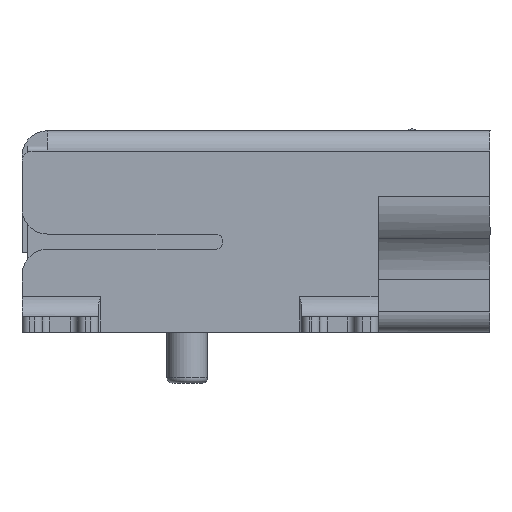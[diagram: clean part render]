
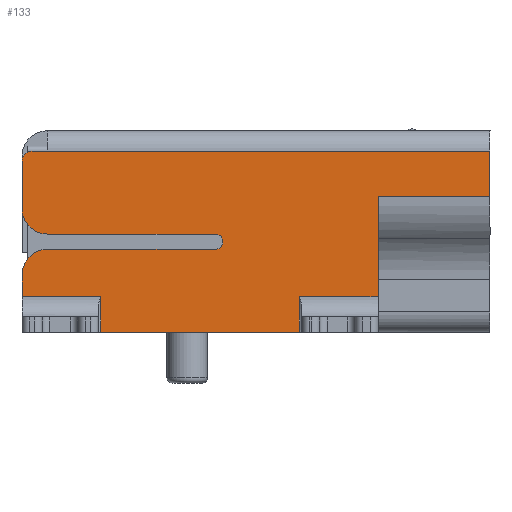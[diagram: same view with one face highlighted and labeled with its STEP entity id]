
A CAD part, left-side view. The second image highlights one B-rep face of the part: STEP entity #133.
In plain terms, the highlighted planar face has unit normal (-1, 0, 0).
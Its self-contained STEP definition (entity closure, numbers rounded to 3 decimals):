
#133 = ADVANCED_FACE('',(#134),#284,.T.);
#134 = FACE_BOUND('',#135,.F.);
#135 = EDGE_LOOP('',(#136,#146,#155,#163,#171,#179,#187,#195,#203,#211,
    #219,#227,#235,#243,#252,#260,#269,#277));
#136 = ORIENTED_EDGE('',*,*,#137,.T.);
#137 = EDGE_CURVE('',#138,#140,#142,.T.);
#138 = VERTEX_POINT('',#139);
#139 = CARTESIAN_POINT('',(-3.86,3.5,2.43));
#140 = VERTEX_POINT('',#141);
#141 = CARTESIAN_POINT('',(-3.86,3.5,3.36));
#142 = LINE('',#143,#144);
#143 = CARTESIAN_POINT('',(-3.86,3.5,2.66));
#144 = VECTOR('',#145,1.);
#145 = DIRECTION('',(0.,0.,1.));
#146 = ORIENTED_EDGE('',*,*,#147,.T.);
#147 = EDGE_CURVE('',#140,#148,#150,.T.);
#148 = VERTEX_POINT('',#149);
#149 = CARTESIAN_POINT('',(-3.86,3.3,3.56));
#150 = CIRCLE('',#151,0.2);
#151 = AXIS2_PLACEMENT_3D('',#152,#153,#154);
#152 = CARTESIAN_POINT('',(-3.86,3.3,3.36));
#153 = DIRECTION('',(1.,0.,0.));
#154 = DIRECTION('',(0.,0.,1.));
#155 = ORIENTED_EDGE('',*,*,#156,.F.);
#156 = EDGE_CURVE('',#157,#148,#159,.T.);
#157 = VERTEX_POINT('',#158);
#158 = CARTESIAN_POINT('',(-3.86,3.,3.56));
#159 = LINE('',#160,#161);
#160 = CARTESIAN_POINT('',(-3.86,-3.5,3.56));
#161 = VECTOR('',#162,1.);
#162 = DIRECTION('',(0.,1.,0.));
#163 = ORIENTED_EDGE('',*,*,#164,.F.);
#164 = EDGE_CURVE('',#165,#157,#167,.T.);
#165 = VERTEX_POINT('',#166);
#166 = CARTESIAN_POINT('',(-3.86,-5.7,3.56));
#167 = LINE('',#168,#169);
#168 = CARTESIAN_POINT('',(-3.86,-3.5,3.56));
#169 = VECTOR('',#170,1.);
#170 = DIRECTION('',(0.,1.,0.));
#171 = ORIENTED_EDGE('',*,*,#172,.F.);
#172 = EDGE_CURVE('',#173,#165,#175,.T.);
#173 = VERTEX_POINT('',#174);
#174 = CARTESIAN_POINT('',(-3.86,-5.7,2.66));
#175 = LINE('',#176,#177);
#176 = CARTESIAN_POINT('',(-3.86,-5.7,2.66));
#177 = VECTOR('',#178,1.);
#178 = DIRECTION('',(0.,0.,1.));
#179 = ORIENTED_EDGE('',*,*,#180,.T.);
#180 = EDGE_CURVE('',#173,#181,#183,.T.);
#181 = VERTEX_POINT('',#182);
#182 = CARTESIAN_POINT('',(-3.86,-3.5,2.66));
#183 = LINE('',#184,#185);
#184 = CARTESIAN_POINT('',(-3.86,-5.7,2.66));
#185 = VECTOR('',#186,1.);
#186 = DIRECTION('',(0.,1.,0.));
#187 = ORIENTED_EDGE('',*,*,#188,.T.);
#188 = EDGE_CURVE('',#181,#189,#191,.T.);
#189 = VERTEX_POINT('',#190);
#190 = CARTESIAN_POINT('',(-3.86,-3.5,0.7));
#191 = LINE('',#192,#193);
#192 = CARTESIAN_POINT('',(-3.86,-3.5,2.66));
#193 = VECTOR('',#194,1.);
#194 = DIRECTION('',(0.,0.,-1.));
#195 = ORIENTED_EDGE('',*,*,#196,.T.);
#196 = EDGE_CURVE('',#189,#197,#199,.T.);
#197 = VERTEX_POINT('',#198);
#198 = CARTESIAN_POINT('',(-3.86,-1.95,0.7));
#199 = LINE('',#200,#201);
#200 = CARTESIAN_POINT('',(-3.86,-3.5,0.7));
#201 = VECTOR('',#202,1.);
#202 = DIRECTION('',(0.,1.,0.));
#203 = ORIENTED_EDGE('',*,*,#204,.F.);
#204 = EDGE_CURVE('',#205,#197,#207,.T.);
#205 = VERTEX_POINT('',#206);
#206 = CARTESIAN_POINT('',(-3.86,-1.95,0.));
#207 = LINE('',#208,#209);
#208 = CARTESIAN_POINT('',(-3.86,-1.95,0.));
#209 = VECTOR('',#210,1.);
#210 = DIRECTION('',(0.,0.,1.));
#211 = ORIENTED_EDGE('',*,*,#212,.T.);
#212 = EDGE_CURVE('',#205,#213,#215,.T.);
#213 = VERTEX_POINT('',#214);
#214 = CARTESIAN_POINT('',(-3.86,1.95,0.));
#215 = LINE('',#216,#217);
#216 = CARTESIAN_POINT('',(-3.86,-1.95,0.));
#217 = VECTOR('',#218,1.);
#218 = DIRECTION('',(0.,1.,0.));
#219 = ORIENTED_EDGE('',*,*,#220,.T.);
#220 = EDGE_CURVE('',#213,#221,#223,.T.);
#221 = VERTEX_POINT('',#222);
#222 = CARTESIAN_POINT('',(-3.86,1.95,0.7));
#223 = LINE('',#224,#225);
#224 = CARTESIAN_POINT('',(-3.86,1.95,0.));
#225 = VECTOR('',#226,1.);
#226 = DIRECTION('',(0.,0.,1.));
#227 = ORIENTED_EDGE('',*,*,#228,.T.);
#228 = EDGE_CURVE('',#221,#229,#231,.T.);
#229 = VERTEX_POINT('',#230);
#230 = CARTESIAN_POINT('',(-3.86,3.5,0.7));
#231 = LINE('',#232,#233);
#232 = CARTESIAN_POINT('',(-3.86,-3.5,0.7));
#233 = VECTOR('',#234,1.);
#234 = DIRECTION('',(0.,1.,0.));
#235 = ORIENTED_EDGE('',*,*,#236,.T.);
#236 = EDGE_CURVE('',#229,#237,#239,.T.);
#237 = VERTEX_POINT('',#238);
#238 = CARTESIAN_POINT('',(-3.86,3.5,1.13));
#239 = LINE('',#240,#241);
#240 = CARTESIAN_POINT('',(-3.86,3.5,2.66));
#241 = VECTOR('',#242,1.);
#242 = DIRECTION('',(0.,0.,1.));
#243 = ORIENTED_EDGE('',*,*,#244,.F.);
#244 = EDGE_CURVE('',#245,#237,#247,.T.);
#245 = VERTEX_POINT('',#246);
#246 = CARTESIAN_POINT('',(-3.86,3.,1.63));
#247 = CIRCLE('',#248,0.5);
#248 = AXIS2_PLACEMENT_3D('',#249,#250,#251);
#249 = CARTESIAN_POINT('',(-3.86,3.,1.13));
#250 = DIRECTION('',(-1.,0.,0.));
#251 = DIRECTION('',(0.,0.,1.));
#252 = ORIENTED_EDGE('',*,*,#253,.T.);
#253 = EDGE_CURVE('',#245,#254,#256,.T.);
#254 = VERTEX_POINT('',#255);
#255 = CARTESIAN_POINT('',(-3.86,-0.3,1.63));
#256 = LINE('',#257,#258);
#257 = CARTESIAN_POINT('',(-3.86,3.5,1.63));
#258 = VECTOR('',#259,1.);
#259 = DIRECTION('',(-0.,-1.,-0.));
#260 = ORIENTED_EDGE('',*,*,#261,.F.);
#261 = EDGE_CURVE('',#262,#254,#264,.T.);
#262 = VERTEX_POINT('',#263);
#263 = CARTESIAN_POINT('',(-3.86,-0.3,1.93));
#264 = CIRCLE('',#265,0.15);
#265 = AXIS2_PLACEMENT_3D('',#266,#267,#268);
#266 = CARTESIAN_POINT('',(-3.86,-0.3,1.78));
#267 = DIRECTION('',(1.,0.,0.));
#268 = DIRECTION('',(0.,1.,0.));
#269 = ORIENTED_EDGE('',*,*,#270,.F.);
#270 = EDGE_CURVE('',#271,#262,#273,.T.);
#271 = VERTEX_POINT('',#272);
#272 = CARTESIAN_POINT('',(-3.86,3.,1.93));
#273 = LINE('',#274,#275);
#274 = CARTESIAN_POINT('',(-3.86,3.5,1.93));
#275 = VECTOR('',#276,1.);
#276 = DIRECTION('',(-0.,-1.,-0.));
#277 = ORIENTED_EDGE('',*,*,#278,.F.);
#278 = EDGE_CURVE('',#138,#271,#279,.T.);
#279 = CIRCLE('',#280,0.5);
#280 = AXIS2_PLACEMENT_3D('',#281,#282,#283);
#281 = CARTESIAN_POINT('',(-3.86,3.,2.43));
#282 = DIRECTION('',(-1.,0.,0.));
#283 = DIRECTION('',(0.,0.,1.));
#284 = PLANE('',#285);
#285 = AXIS2_PLACEMENT_3D('',#286,#287,#288);
#286 = CARTESIAN_POINT('',(-3.86,-5.7,2.66));
#287 = DIRECTION('',(-1.,-0.,-0.));
#288 = DIRECTION('',(0.,0.,-1.));
